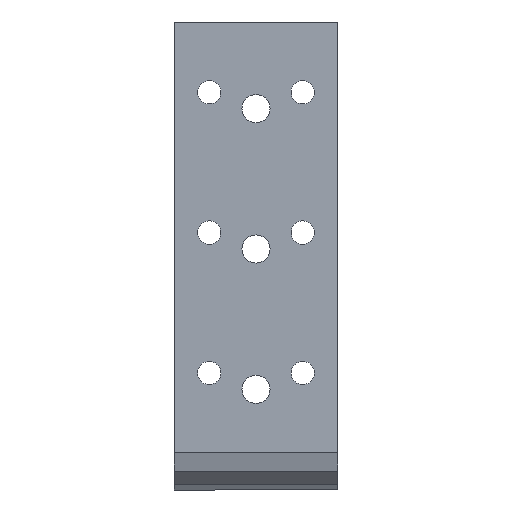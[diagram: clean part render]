
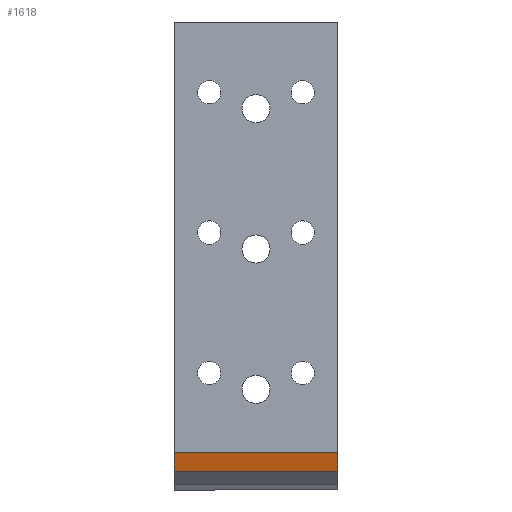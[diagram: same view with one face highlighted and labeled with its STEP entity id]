
A CAD part, front view. The second image highlights one B-rep face of the part: STEP entity #1618.
In plain terms, the highlighted planar face has unit normal (0, -0.966, -0.259).
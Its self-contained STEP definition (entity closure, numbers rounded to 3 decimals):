
#44 = PLANE('',#45);
#45 = AXIS2_PLACEMENT_3D('',#46,#47,#48);
#46 = CARTESIAN_POINT('',(2465.,41.601,39.935));
#47 = DIRECTION('',(-1.,0.,-0.));
#48 = DIRECTION('',(0.,1.,0.));
#100 = PLANE('',#101);
#101 = AXIS2_PLACEMENT_3D('',#102,#103,#104);
#102 = CARTESIAN_POINT('',(2535.,41.601,39.935));
#103 = DIRECTION('',(1.,0.,0.));
#104 = DIRECTION('',(0.,-1.,0.));
#485 = VERTEX_POINT('',#486);
#486 = CARTESIAN_POINT('',(2465.,2.144,8.));
#500 = PLANE('',#501);
#501 = AXIS2_PLACEMENT_3D('',#502,#503,#504);
#502 = CARTESIAN_POINT('',(2500.,5.072,5.072));
#503 = DIRECTION('',(0.,-0.707,-0.707));
#504 = DIRECTION('',(0.,0.707,-0.707));
#512 = EDGE_CURVE('',#485,#513,#515,.T.);
#513 = VERTEX_POINT('',#514);
#514 = CARTESIAN_POINT('',(2465.,0.,16.));
#515 = SURFACE_CURVE('',#516,(#520,#527),.PCURVE_S1.);
#516 = LINE('',#517,#518);
#517 = CARTESIAN_POINT('',(2465.,2.144,8.));
#518 = VECTOR('',#519,1.);
#519 = DIRECTION('',(0.,-0.259,0.966));
#520 = PCURVE('',#44,#521);
#521 = DEFINITIONAL_REPRESENTATION('',(#522),#526);
#522 = LINE('',#523,#524);
#523 = CARTESIAN_POINT('',(-39.458,31.935));
#524 = VECTOR('',#525,1.);
#525 = DIRECTION('',(-0.259,-0.966));
#526 = ( GEOMETRIC_REPRESENTATION_CONTEXT(2) 
PARAMETRIC_REPRESENTATION_CONTEXT() REPRESENTATION_CONTEXT('2D SPACE',''
  ) );
#527 = PCURVE('',#528,#533);
#528 = PLANE('',#529);
#529 = AXIS2_PLACEMENT_3D('',#530,#531,#532);
#530 = CARTESIAN_POINT('',(2500.,1.072,12.));
#531 = DIRECTION('',(0.,-0.966,-0.259));
#532 = DIRECTION('',(0.,0.259,-0.966));
#533 = DEFINITIONAL_REPRESENTATION('',(#534),#538);
#534 = LINE('',#535,#536);
#535 = CARTESIAN_POINT('',(4.141,-35.));
#536 = VECTOR('',#537,1.);
#537 = DIRECTION('',(-1.,0.));
#538 = ( GEOMETRIC_REPRESENTATION_CONTEXT(2) 
PARAMETRIC_REPRESENTATION_CONTEXT() REPRESENTATION_CONTEXT('2D SPACE',''
  ) );
#556 = PLANE('',#557);
#557 = AXIS2_PLACEMENT_3D('',#558,#559,#560);
#558 = CARTESIAN_POINT('',(2500.,0.,108.));
#559 = DIRECTION('',(0.,-1.,0.));
#560 = DIRECTION('',(1.,0.,0.));
#696 = VERTEX_POINT('',#697);
#697 = CARTESIAN_POINT('',(2535.,0.,16.));
#720 = EDGE_CURVE('',#721,#696,#723,.T.);
#721 = VERTEX_POINT('',#722);
#722 = CARTESIAN_POINT('',(2535.,2.144,8.));
#723 = SURFACE_CURVE('',#724,(#728,#735),.PCURVE_S1.);
#724 = LINE('',#725,#726);
#725 = CARTESIAN_POINT('',(2535.,2.144,8.));
#726 = VECTOR('',#727,1.);
#727 = DIRECTION('',(0.,-0.259,0.966));
#728 = PCURVE('',#100,#729);
#729 = DEFINITIONAL_REPRESENTATION('',(#730),#734);
#730 = LINE('',#731,#732);
#731 = CARTESIAN_POINT('',(39.458,31.935));
#732 = VECTOR('',#733,1.);
#733 = DIRECTION('',(0.259,-0.966));
#734 = ( GEOMETRIC_REPRESENTATION_CONTEXT(2) 
PARAMETRIC_REPRESENTATION_CONTEXT() REPRESENTATION_CONTEXT('2D SPACE',''
  ) );
#735 = PCURVE('',#528,#736);
#736 = DEFINITIONAL_REPRESENTATION('',(#737),#741);
#737 = LINE('',#738,#739);
#738 = CARTESIAN_POINT('',(4.141,35.));
#739 = VECTOR('',#740,1.);
#740 = DIRECTION('',(-1.,0.));
#741 = ( GEOMETRIC_REPRESENTATION_CONTEXT(2) 
PARAMETRIC_REPRESENTATION_CONTEXT() REPRESENTATION_CONTEXT('2D SPACE',''
  ) );
#1597 = EDGE_CURVE('',#721,#485,#1598,.T.);
#1598 = SURFACE_CURVE('',#1599,(#1603,#1610),.PCURVE_S1.);
#1599 = LINE('',#1600,#1601);
#1600 = CARTESIAN_POINT('',(2535.,2.144,8.));
#1601 = VECTOR('',#1602,1.);
#1602 = DIRECTION('',(-1.,0.,0.));
#1603 = PCURVE('',#500,#1604);
#1604 = DEFINITIONAL_REPRESENTATION('',(#1605),#1609);
#1605 = LINE('',#1606,#1607);
#1606 = CARTESIAN_POINT('',(-4.141,35.));
#1607 = VECTOR('',#1608,1.);
#1608 = DIRECTION('',(0.,-1.));
#1609 = ( GEOMETRIC_REPRESENTATION_CONTEXT(2) 
PARAMETRIC_REPRESENTATION_CONTEXT() REPRESENTATION_CONTEXT('2D SPACE',''
  ) );
#1610 = PCURVE('',#528,#1611);
#1611 = DEFINITIONAL_REPRESENTATION('',(#1612),#1616);
#1612 = LINE('',#1613,#1614);
#1613 = CARTESIAN_POINT('',(4.141,35.));
#1614 = VECTOR('',#1615,1.);
#1615 = DIRECTION('',(0.,-1.));
#1616 = ( GEOMETRIC_REPRESENTATION_CONTEXT(2) 
PARAMETRIC_REPRESENTATION_CONTEXT() REPRESENTATION_CONTEXT('2D SPACE',''
  ) );
#1618 = ADVANCED_FACE('',(#1619),#528,.T.);
#1619 = FACE_BOUND('',#1620,.T.);
#1620 = EDGE_LOOP('',(#1621,#1622,#1623,#1644));
#1621 = ORIENTED_EDGE('',*,*,#1597,.F.);
#1622 = ORIENTED_EDGE('',*,*,#720,.T.);
#1623 = ORIENTED_EDGE('',*,*,#1624,.T.);
#1624 = EDGE_CURVE('',#696,#513,#1625,.T.);
#1625 = SURFACE_CURVE('',#1626,(#1630,#1637),.PCURVE_S1.);
#1626 = LINE('',#1627,#1628);
#1627 = CARTESIAN_POINT('',(2535.,0.,16.));
#1628 = VECTOR('',#1629,1.);
#1629 = DIRECTION('',(-1.,0.,0.));
#1630 = PCURVE('',#528,#1631);
#1631 = DEFINITIONAL_REPRESENTATION('',(#1632),#1636);
#1632 = LINE('',#1633,#1634);
#1633 = CARTESIAN_POINT('',(-4.141,35.));
#1634 = VECTOR('',#1635,1.);
#1635 = DIRECTION('',(0.,-1.));
#1636 = ( GEOMETRIC_REPRESENTATION_CONTEXT(2) 
PARAMETRIC_REPRESENTATION_CONTEXT() REPRESENTATION_CONTEXT('2D SPACE',''
  ) );
#1637 = PCURVE('',#556,#1638);
#1638 = DEFINITIONAL_REPRESENTATION('',(#1639),#1643);
#1639 = LINE('',#1640,#1641);
#1640 = CARTESIAN_POINT('',(35.,-92.));
#1641 = VECTOR('',#1642,1.);
#1642 = DIRECTION('',(-1.,0.));
#1643 = ( GEOMETRIC_REPRESENTATION_CONTEXT(2) 
PARAMETRIC_REPRESENTATION_CONTEXT() REPRESENTATION_CONTEXT('2D SPACE',''
  ) );
#1644 = ORIENTED_EDGE('',*,*,#512,.F.);
